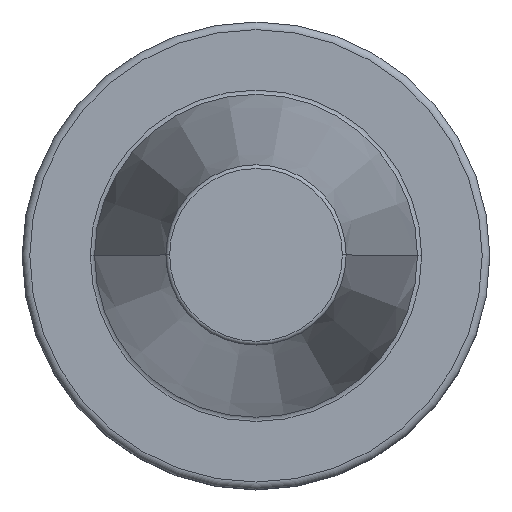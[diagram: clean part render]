
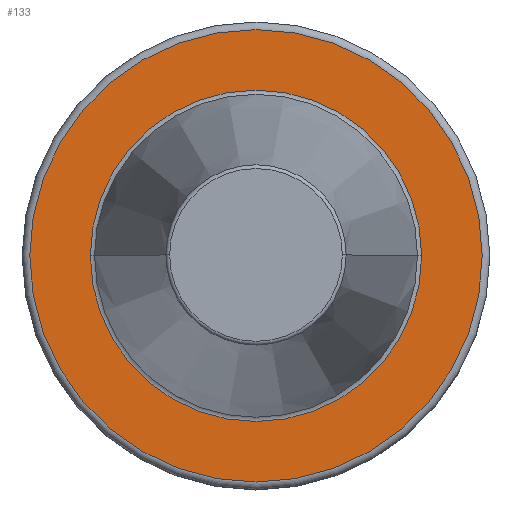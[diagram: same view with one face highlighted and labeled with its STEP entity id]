
A CAD part, top view. The second image highlights one B-rep face of the part: STEP entity #133.
In plain terms, the highlighted planar face has unit normal (0, 0, 1).
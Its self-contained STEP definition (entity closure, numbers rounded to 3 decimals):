
#65=PLANE('',#1001);
#86=FACE_BOUND('',#258,.T.);
#87=FACE_BOUND('',#259,.T.);
#133=ADVANCED_FACE('',(#86,#87),#65,.F.);
#258=EDGE_LOOP('',(#432));
#259=EDGE_LOOP('',(#433,#434));
#318=CIRCLE('',#972,16.291);
#334=CIRCLE('',#999,22.24);
#335=CIRCLE('',#1000,16.291);
#432=ORIENTED_EDGE('',*,*,#743,.T.);
#433=ORIENTED_EDGE('',*,*,#744,.F.);
#434=ORIENTED_EDGE('',*,*,#721,.F.);
#632=VERTEX_POINT('',#1398);
#633=VERTEX_POINT('',#1400);
#645=VERTEX_POINT('',#1445);
#721=EDGE_CURVE('',#632,#633,#318,.T.);
#743=EDGE_CURVE('',#645,#645,#334,.T.);
#744=EDGE_CURVE('',#633,#632,#335,.T.);
#972=AXIS2_PLACEMENT_3D('',#1399,#1131,#1132);
#999=AXIS2_PLACEMENT_3D('',#1444,#1191,#1192);
#1000=AXIS2_PLACEMENT_3D('',#1446,#1193,#1194);
#1001=AXIS2_PLACEMENT_3D('',#1447,#1195,#1196);
#1131=DIRECTION('',(0.,0.,1.));
#1132=DIRECTION('',(1.,0.,0.));
#1191=DIRECTION('',(0.,0.,1.));
#1192=DIRECTION('',(-1.,0.,0.));
#1193=DIRECTION('',(0.,0.,1.));
#1194=DIRECTION('',(1.,0.,0.));
#1195=DIRECTION('',(0.,0.,-1.));
#1196=DIRECTION('',(1.,0.,0.));
#1398=CARTESIAN_POINT('',(-16.291,0.,-2.));
#1399=CARTESIAN_POINT('',(0.,0.,-2.));
#1400=CARTESIAN_POINT('',(16.291,0.,-2.));
#1444=CARTESIAN_POINT('',(0.,0.,-2.));
#1445=CARTESIAN_POINT('',(-22.24,0.,-2.));
#1446=CARTESIAN_POINT('',(0.,0.,-2.));
#1447=CARTESIAN_POINT('',(0.,16.291,-2.));
